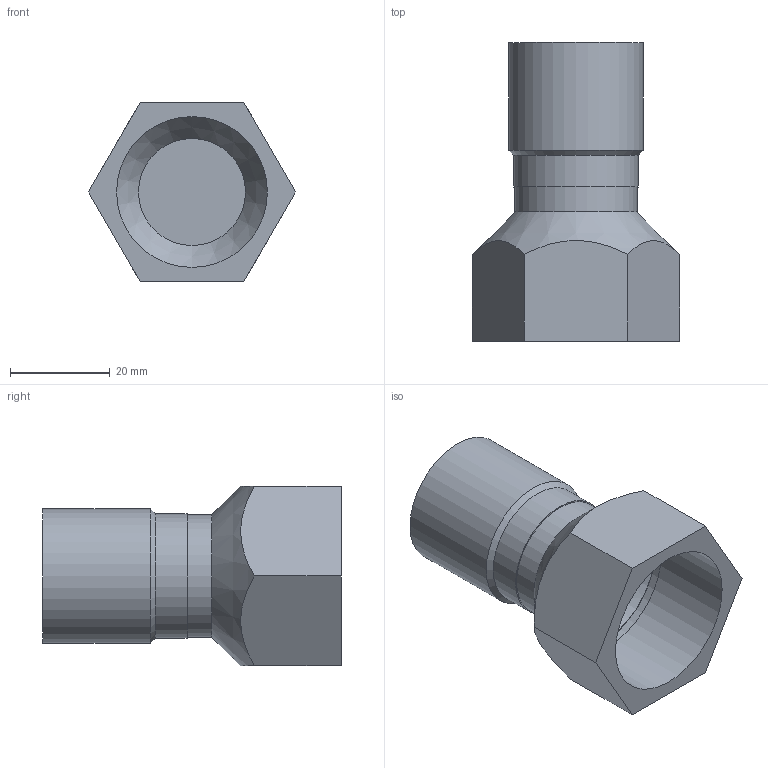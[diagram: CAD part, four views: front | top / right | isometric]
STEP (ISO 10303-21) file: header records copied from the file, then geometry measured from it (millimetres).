
FILE_DESCRIPTION(/* description */ ('Unknown'),/* implementation_level */ '2;1');
FILE_NAME(/* name */ 'F17R1DN22',/* time_stamp */ '2016-07-07T13:17:10+02:00',/* author */ ('Unknown'),/* organization */ ('Unknown'),/* preprocessor_version */ 'ST-DEVELOPER v16',/* originating_system */ 'DEX',/* authorisation */ $);
FILE_SCHEMA (('AUTOMOTIVE_DESIGN {1 0 10303 214 3 1 1}'));
Length unit declared in the file: millimetre
Products named in the file (1): F17R1DN22
Bounding box: 41.57 x 60 x 36 mm (x, y, z)
Volume: 18061.4 mm3; surface area: 11807.2 mm2
Topology: 1 solids, 1 shells, 22 faces, 46 edges, 30 vertices
Faces by surface type: plane 12, cylinder 7, cone 3
Full cylindrical faces by diameter (mm): 21.5 x1, 22 x1, 24.5 x1, 25 x1, 27 x1, 30.291 x2
Entity records: 908 total; most frequent: CARTESIAN_POINT 321, DIRECTION 86, ORIENTED_EDGE 64, AXIS2_PLACEMENT_3D 37, EDGE_LOOP 36, FACE_BOUND 36, EDGE_CURVE 32, VERTEX_POINT 26
